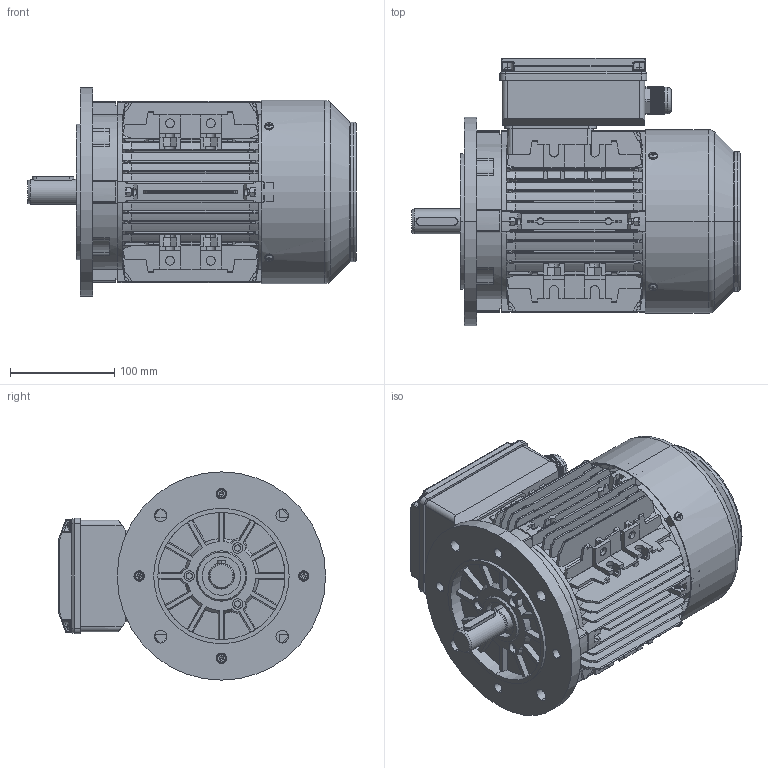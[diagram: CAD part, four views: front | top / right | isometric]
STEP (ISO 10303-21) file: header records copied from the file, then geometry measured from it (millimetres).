
FILE_DESCRIPTION (( 'STEP AP203' ), '1' );
FILE_NAME ('MY2 90S B5 臏源.STEP', '2024-09-04T06:35:48', ( '' ), ( '' ), 'SwSTEP 2.0', 'SolidWorks 2023', '' );
FILE_SCHEMA (( 'CONFIG_CONTROL_DESIGN' ));
Length unit declared in the file: millimetre
Products named in the file (16): 90风叶; cross recessed pan head screws gb_GB_CROSS_SCREWS_TYPE1 M4X12-12  H type-N; TA90B5法兰1; plain parallel keys_GB_CONNECTING_PIECE_KEYS_CSK 8X40; MY2 90S B5 铝方; hexagon socket head cap screws gb_GB_FASTENER_SCREWS_HSHCS M5X25-N; cross recessed thread forming screws gb_GB_CROSS_SCREWS_TYPE138 M4X12-N; TA90风罩; T90S机壳; M20×1.5螺套; MY80-MY100接线盒座 方; MY80-100接线盒总成 铝 方; T90S转轴; hexagon nuts grade c gb_GB_FASTENER_NUT_SNC1 M5-N; TA90后盖1; MY80-MY100接线盒盖 方
Assembly tree (35 placements, depth 3):
  MY2 90S B5 铝方
    T90S机壳
    T90S转轴
    TA90风罩
    TA90后盖1
    90风叶
    cross recessed thread forming screws gb_GB_CROSS_SCREWS_TYPE138 M4X12-N  x4
    plain parallel keys_GB_CONNECTING_PIECE_KEYS_CSK 8X40
    hexagon nuts grade c gb_GB_FASTENER_NUT_SNC1 M5-N  x8
    hexagon socket head cap screws gb_GB_FASTENER_SCREWS_HSHCS M5X25-N  x8
    TA90B5法兰1
    MY80-100接线盒总成 铝 方
      MY80-MY100接线盒座 方
      MY80-MY100接线盒盖 方
      M20×1.5螺套
      cross recessed pan head screws gb_GB_CROSS_SCREWS_TYPE1 M4X12-12  H type-N  x4
Bounding box: 315 x 256.5 x 200 mm (x, y, z)
Volume: 1400821.9 mm3; surface area: 858280.6 mm2
Topology: 38 solids, 38 shells, 3755 faces, 10065 edges, 6480 vertices
Faces by surface type: plane 2256, cylinder 1062, cone 229, torus 130, sphere 64, bspline 14
Entity records: 112814 total; most frequent: CARTESIAN_POINT 27879, ORIENTED_EDGE 18084, DIRECTION 16261, EDGE_CURVE 9042, VERTEX_POINT 5845, LINE 5621, VECTOR 5621, AXIS2_PLACEMENT_3D 5320
